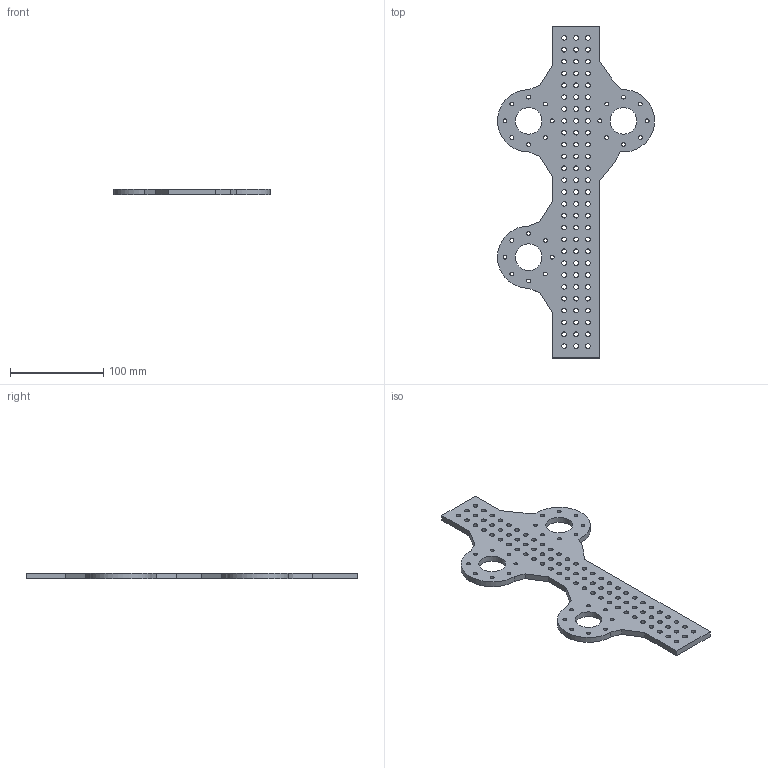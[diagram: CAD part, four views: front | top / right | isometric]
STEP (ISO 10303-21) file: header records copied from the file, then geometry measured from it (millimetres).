
FILE_DESCRIPTION(/* description */ (''),/* implementation_level */ '2;1');
FILE_NAME(/* name */ '2024-210-009-Shooter-Gusset-Plate.stp',/* time_stamp */ '2024-03-02T13:19:44-05:00',/* author */ ('rohan'),/* organization */ (''),/* preprocessor_version */ 'ST-DEVELOPER v20',/* originating_system */ 'Autodesk Inventor 2024',/* authorisation */ '');
FILE_SCHEMA (('AUTOMOTIVE_DESIGN { 1 0 10303 214 3 1 1 }'));
Length unit declared in the file: inch
Products named in the file (1): 2024-210-009-Shooter-Gusset-Plate_1
Bounding box: 168.19 x 355.6 x 6.35 mm (x, y, z)
Volume: 166467.6 mm3; surface area: 70442.2 mm2
Topology: 1 solids, 1 shells, 132 faces, 390 edges, 260 vertices
Faces by surface type: cylinder 111, plane 21
Full cylindrical faces by diameter (mm): 4.039 x24, 4.978 x81, 28.575 x3
Entity records: 5144 total; most frequent: DIRECTION 878, CARTESIAN_POINT 783, ORIENTED_EDGE 780, EDGE_CURVE 390, AXIS2_PLACEMENT_3D 355, EDGE_LOOP 348, VERTEX_POINT 260, CIRCLE 222
